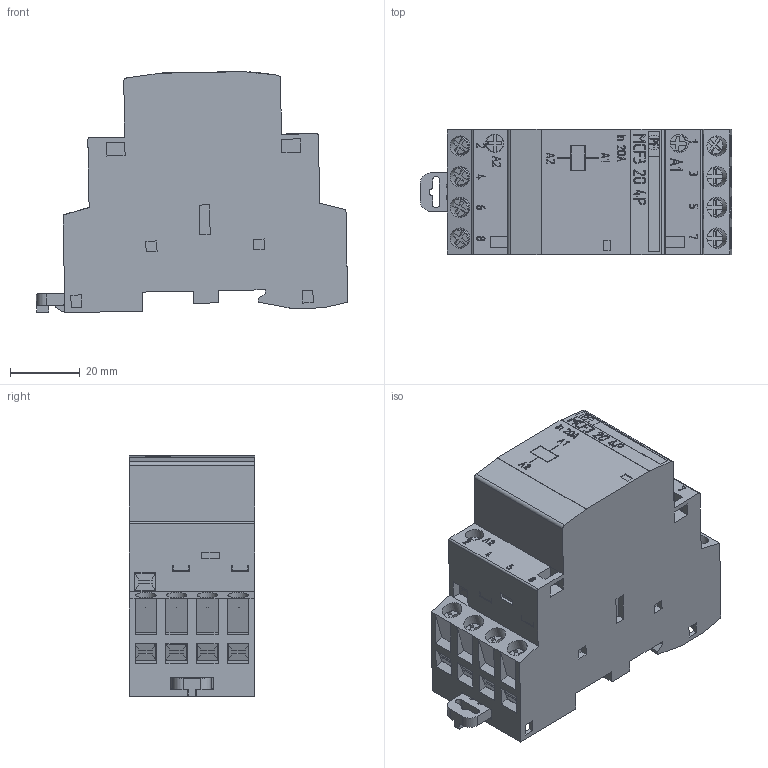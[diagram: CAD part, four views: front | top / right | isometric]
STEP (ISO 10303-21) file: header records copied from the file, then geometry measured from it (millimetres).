
FILE_DESCRIPTION(('STEP AP242'), '1');
FILE_NAME('栖闉罻 MCF3 20 4P', '', ('UNSPECIFIED'), ('UNSPECIFIED'), 'C3D Converter', 'C3D Toolkit', '');
FILE_SCHEMA(('AP242_MANAGED_MODEL_BASED_3D_ENGINEERING_MIM_LF { 1 0 10303 442 1 1 4 }'));
Length unit declared in the file: millimetre
Assembly tree (23 placements, depth 2):
  (unnamed)
    (unnamed)
    (unnamed)  x5
    (unnamed)  x2
    (unnamed)  x3
    (unnamed)  x7
    (unnamed)
    (unnamed)  x2
    (unnamed)
    (unnamed)
Bounding box: 89.46 x 36 x 69.33 mm (x, y, z)
Volume: 148169.7 mm3; surface area: 28885.3 mm2
Topology: 24 solids, 25 shells, 1737 faces, 4654 edges, 3045 vertices
Faces by surface type: plane 1091, extrusion 508, cylinder 86, cone 30, sphere 14, torus 5, bspline 3
Full cylindrical faces by diameter (mm): 2.9 x10, 4.3 x1, 5.2 x2, 5.36 x10, 5.818 x8
Entity records: 49291 total; most frequent: CARTESIAN_POINT 11385, ORIENTED_EDGE 7746, DIRECTION 5402, EDGE_CURVE 3874, VECTOR 3182, LINE 2674, VERTEX_POINT 2562, EDGE_LOOP 1569
